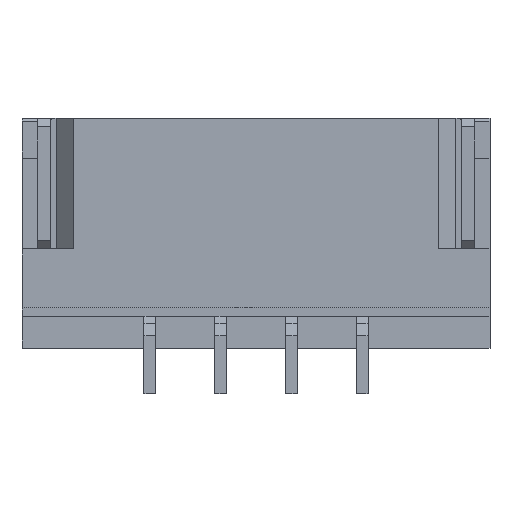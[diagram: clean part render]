
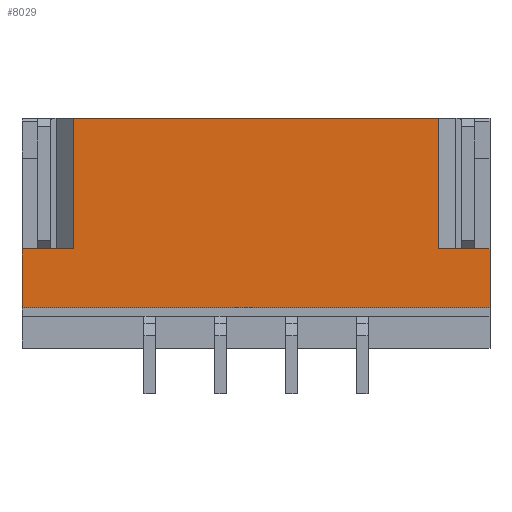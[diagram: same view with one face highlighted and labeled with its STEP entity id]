
A CAD part, front view. The second image highlights one B-rep face of the part: STEP entity #8029.
In plain terms, the highlighted planar face has unit normal (0, -1, 0).
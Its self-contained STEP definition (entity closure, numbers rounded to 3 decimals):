
#57 = PLANE ( 'NONE',  #2560 ) ;
#112 = EDGE_CURVE ( 'NONE', #4088, #1082, #4054, .T. ) ;
#241 = VERTEX_POINT ( 'NONE', #4213 ) ;
#343 = DIRECTION ( 'NONE',  ( 0., 0., -1. ) ) ;
#346 = ORIENTED_EDGE ( 'NONE', *, *, #3038, .T. ) ;
#399 = CARTESIAN_POINT ( 'NONE',  ( -0.525, 0.18, -0.275 ) ) ;
#787 = LINE ( 'NONE', #872, #6983 ) ;
#803 = CARTESIAN_POINT ( 'NONE',  ( 0.375, 0.18, -1.315 ) ) ;
#853 = DIRECTION ( 'NONE',  ( 0., 0., -1. ) ) ;
#872 = CARTESIAN_POINT ( 'NONE',  ( -7.875, 0.18, 0. ) ) ;
#972 = EDGE_CURVE ( 'NONE', #1082, #4026, #6495, .T. ) ;
#1082 = VERTEX_POINT ( 'NONE', #4255 ) ;
#1225 = EDGE_CURVE ( 'NONE', #4026, #6261, #4753, .T. ) ;
#1296 = CARTESIAN_POINT ( 'NONE',  ( -6.975, 0.18, -0.275 ) ) ;
#1357 = DIRECTION ( 'NONE',  ( 0., 0., 1. ) ) ;
#1431 = ORIENTED_EDGE ( 'NONE', *, *, #1225, .F. ) ;
#1459 = VECTOR ( 'NONE', #3836, 1000. ) ;
#1471 = EDGE_CURVE ( 'NONE', #241, #6552, #4537, .T. ) ;
#1545 = CARTESIAN_POINT ( 'NONE',  ( 7.875, 0.18, -1.315 ) ) ;
#1699 = ORIENTED_EDGE ( 'NONE', *, *, #2589, .T. ) ;
#1714 = VECTOR ( 'NONE', #5418, 1000. ) ;
#2560 = AXIS2_PLACEMENT_3D ( 'NONE', #5121, #2644, #1357 ) ;
#2589 = EDGE_CURVE ( 'NONE', #3879, #241, #6862, .T. ) ;
#2644 = DIRECTION ( 'NONE',  ( 0., 1., 0. ) ) ;
#3038 = EDGE_CURVE ( 'NONE', #4245, #3879, #7861, .T. ) ;
#3353 = EDGE_LOOP ( 'NONE', ( #346, #1699, #3840, #6822, #1431, #4606, #7167, #7519 ) ) ;
#3441 = CARTESIAN_POINT ( 'NONE',  ( 7.875, 0.18, 2.025 ) ) ;
#3657 = LINE ( 'NONE', #5718, #5771 ) ;
#3836 = DIRECTION ( 'NONE',  ( 0., 0., -1. ) ) ;
#3840 = ORIENTED_EDGE ( 'NONE', *, *, #1471, .T. ) ;
#3876 = CARTESIAN_POINT ( 'NONE',  ( -7.275, 0.18, -0.275 ) ) ;
#3879 = VERTEX_POINT ( 'NONE', #5145 ) ;
#4026 = VERTEX_POINT ( 'NONE', #803 ) ;
#4054 = LINE ( 'NONE', #6579, #5604 ) ;
#4088 = VERTEX_POINT ( 'NONE', #399 ) ;
#4213 = CARTESIAN_POINT ( 'NONE',  ( -6.975, 0.18, -0.275 ) ) ;
#4245 = VERTEX_POINT ( 'NONE', #7957 ) ;
#4255 = CARTESIAN_POINT ( 'NONE',  ( 0.375, 0.18, -0.275 ) ) ;
#4412 = EDGE_CURVE ( 'NONE', #4245, #4088, #3657, .T. ) ;
#4499 = DIRECTION ( 'NONE',  ( -1., 0., 0. ) ) ;
#4537 = LINE ( 'NONE', #3876, #7149 ) ;
#4606 = ORIENTED_EDGE ( 'NONE', *, *, #972, .F. ) ;
#4753 = LINE ( 'NONE', #1545, #1714 ) ;
#4898 = VECTOR ( 'NONE', #853, 1000. ) ;
#5082 = VECTOR ( 'NONE', #5977, 1000. ) ;
#5121 = CARTESIAN_POINT ( 'NONE',  ( 7.875, 0.18, 0. ) ) ;
#5145 = CARTESIAN_POINT ( 'NONE',  ( -6.975, 0.18, 2.025 ) ) ;
#5418 = DIRECTION ( 'NONE',  ( -1., 0., 0. ) ) ;
#5604 = VECTOR ( 'NONE', #6457, 1000. ) ;
#5684 = DIRECTION ( 'NONE',  ( 0., 0., -1. ) ) ;
#5718 = CARTESIAN_POINT ( 'NONE',  ( -0.525, 0.18, -0.275 ) ) ;
#5771 = VECTOR ( 'NONE', #5684, 1000. ) ;
#5967 = CARTESIAN_POINT ( 'NONE',  ( 0.375, 0.18, 0. ) ) ;
#5977 = DIRECTION ( 'NONE',  ( -1., 0., 0. ) ) ;
#6261 = VERTEX_POINT ( 'NONE', #6881 ) ;
#6457 = DIRECTION ( 'NONE',  ( 1., 0., 0. ) ) ;
#6495 = LINE ( 'NONE', #5967, #4898 ) ;
#6552 = VERTEX_POINT ( 'NONE', #7212 ) ;
#6579 = CARTESIAN_POINT ( 'NONE',  ( -0.225, 0.18, -0.275 ) ) ;
#6822 = ORIENTED_EDGE ( 'NONE', *, *, #7215, .T. ) ;
#6862 = LINE ( 'NONE', #1296, #1459 ) ;
#6881 = CARTESIAN_POINT ( 'NONE',  ( -7.875, 0.18, -1.315 ) ) ;
#6977 = FACE_OUTER_BOUND ( 'NONE', #3353, .T. ) ;
#6983 = VECTOR ( 'NONE', #343, 1000. ) ;
#7149 = VECTOR ( 'NONE', #4499, 1000. ) ;
#7167 = ORIENTED_EDGE ( 'NONE', *, *, #112, .F. ) ;
#7212 = CARTESIAN_POINT ( 'NONE',  ( -7.875, 0.18, -0.275 ) ) ;
#7215 = EDGE_CURVE ( 'NONE', #6552, #6261, #787, .T. ) ;
#7519 = ORIENTED_EDGE ( 'NONE', *, *, #4412, .F. ) ;
#7861 = LINE ( 'NONE', #3441, #5082 ) ;
#7957 = CARTESIAN_POINT ( 'NONE',  ( -0.525, 0.18, 2.025 ) ) ;
#8029 = ADVANCED_FACE ( 'NONE', ( #6977 ), #57, .F. ) ;
